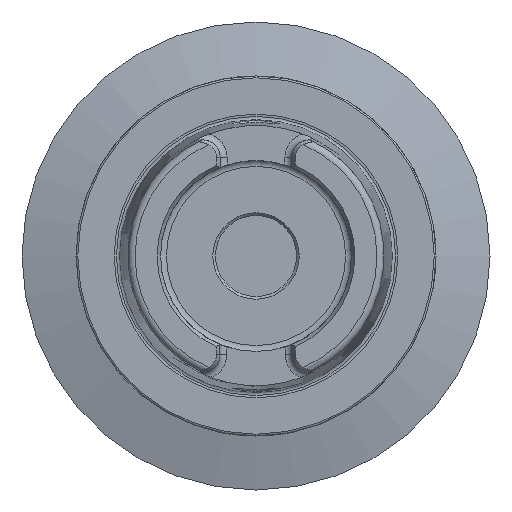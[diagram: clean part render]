
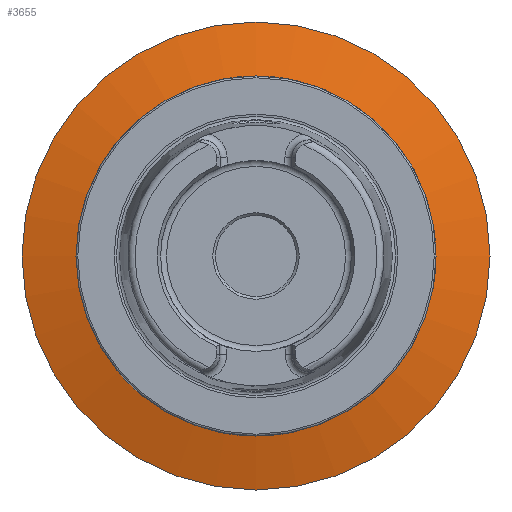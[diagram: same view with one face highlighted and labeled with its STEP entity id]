
A CAD part, left-side view. The second image highlights one B-rep face of the part: STEP entity #3655.
In plain terms, the highlighted conical face has half-angle 75 degrees and reference radius 65 mm.
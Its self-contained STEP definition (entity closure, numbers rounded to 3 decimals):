
#50 = DIRECTION ( 'NONE',  ( 0., 0., -1. ) ) ;
#609 = CARTESIAN_POINT ( 'NONE',  ( 50.761, 0., 0. ) ) ;
#829 = ORIENTED_EDGE ( 'NONE', *, *, #5710, .T. ) ;
#958 = CIRCLE ( 'NONE', #2966, 65. ) ;
#1014 = DIRECTION ( 'NONE',  ( 0., 0., -1. ) ) ;
#1059 = CARTESIAN_POINT ( 'NONE',  ( 45.199, 0., 0. ) ) ;
#1075 = FACE_OUTER_BOUND ( 'NONE', #3337, .T. ) ;
#1193 = VERTEX_POINT ( 'NONE', #5177 ) ;
#1390 = ORIENTED_EDGE ( 'NONE', *, *, #2012, .T. ) ;
#1456 = CARTESIAN_POINT ( 'NONE',  ( 50.761, 0., 0. ) ) ;
#2012 = EDGE_CURVE ( 'NONE', #1193, #1193, #5097, .T. ) ;
#2057 = EDGE_LOOP ( 'NONE', ( #1390 ) ) ;
#2080 = DIRECTION ( 'NONE',  ( 0., 0., 1. ) ) ;
#2416 = CONICAL_SURFACE ( 'NONE', #2774, 65., 1.309 ) ;
#2441 = DIRECTION ( 'NONE',  ( 1., 0., 0. ) ) ;
#2483 = DIRECTION ( 'NONE',  ( 1., 0., 0. ) ) ;
#2774 = AXIS2_PLACEMENT_3D ( 'NONE', #1456, #2441, #1014 ) ;
#2966 = AXIS2_PLACEMENT_3D ( 'NONE', #609, #4820, #2080 ) ;
#2968 = AXIS2_PLACEMENT_3D ( 'NONE', #1059, #2483, #50 ) ;
#3068 = FACE_BOUND ( 'NONE', #2057, .T. ) ;
#3337 = EDGE_LOOP ( 'NONE', ( #829 ) ) ;
#3655 = ADVANCED_FACE ( 'NONE', ( #3068, #1075 ), #2416, .T. ) ;
#4184 = CARTESIAN_POINT ( 'NONE',  ( 50.761, 0., 65. ) ) ;
#4820 = DIRECTION ( 'NONE',  ( -1., 0., 0. ) ) ;
#5097 = CIRCLE ( 'NONE', #2968, 44.241 ) ;
#5177 = CARTESIAN_POINT ( 'NONE',  ( 45.199, 0., -44.241 ) ) ;
#5710 = EDGE_CURVE ( 'NONE', #5906, #5906, #958, .T. ) ;
#5906 = VERTEX_POINT ( 'NONE', #4184 ) ;
